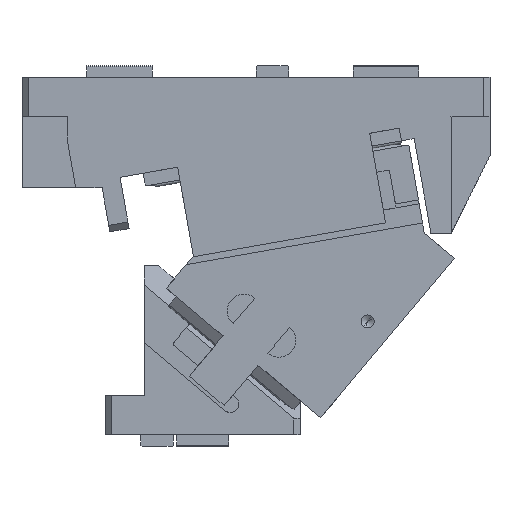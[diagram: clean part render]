
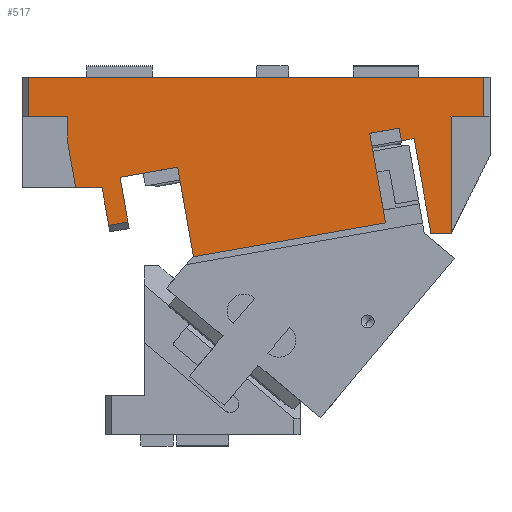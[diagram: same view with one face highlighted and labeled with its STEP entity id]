
A CAD part, front view. The second image highlights one B-rep face of the part: STEP entity #517.
In plain terms, the highlighted planar face has unit normal (0, -1, 0).
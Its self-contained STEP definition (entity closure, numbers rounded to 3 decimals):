
#313=CARTESIAN_POINT('Vertex',(330.,-55.,-120.)) ;
#316=CARTESIAN_POINT('Line Origine',(322.273,-55.,-120.)) ;
#320=CARTESIAN_POINT('Vertex',(314.545,-55.,-120.)) ;
#351=CARTESIAN_POINT('Axis2P3D Location',(0.,-55.,0.)) ;
#356=CARTESIAN_POINT('Line Origine',(273.551,-55.,-77.551)) ;
#360=CARTESIAN_POINT('Vertex',(267.474,-55.,-43.083)) ;
#362=CARTESIAN_POINT('Vertex',(279.629,-55.,-112.019)) ;
#365=CARTESIAN_POINT('Line Origine',(278.799,-55.,-41.086)) ;
#369=CARTESIAN_POINT('Vertex',(290.124,-55.,-39.089)) ;
#372=CARTESIAN_POINT('Line Origine',(290.992,-55.,-44.013)) ;
#376=CARTESIAN_POINT('Vertex',(291.861,-55.,-48.937)) ;
#379=CARTESIAN_POINT('Line Origine',(296.785,-55.,-48.069)) ;
#383=CARTESIAN_POINT('Vertex',(301.709,-55.,-47.201)) ;
#386=CARTESIAN_POINT('Line Origine',(308.127,-55.,-83.6)) ;
#391=CARTESIAN_POINT('Line Origine',(330.,-55.,-75.)) ;
#395=CARTESIAN_POINT('Vertex',(330.,-55.,-30.)) ;
#398=CARTESIAN_POINT('Line Origine',(342.5,-55.,-30.)) ;
#402=CARTESIAN_POINT('Vertex',(355.,-55.,-30.)) ;
#405=CARTESIAN_POINT('Line Origine',(355.,-55.,-15.)) ;
#409=CARTESIAN_POINT('Vertex',(355.,-55.,0.)) ;
#412=CARTESIAN_POINT('Line Origine',(180.,-55.,0.)) ;
#416=CARTESIAN_POINT('Vertex',(5.,-55.,0.)) ;
#419=CARTESIAN_POINT('Line Origine',(5.,-55.,-15.)) ;
#423=CARTESIAN_POINT('Vertex',(5.,-55.,-30.)) ;
#426=CARTESIAN_POINT('Line Origine',(20.,-55.,-30.)) ;
#430=CARTESIAN_POINT('Vertex',(35.,-55.,-30.)) ;
#433=CARTESIAN_POINT('Line Origine',(35.,-55.,-39.588)) ;
#437=CARTESIAN_POINT('Vertex',(35.,-55.,-49.177)) ;
#440=CARTESIAN_POINT('Line Origine',(38.158,-55.,-67.088)) ;
#444=CARTESIAN_POINT('Vertex',(41.317,-55.,-85.)) ;
#447=CARTESIAN_POINT('Line Origine',(51.471,-55.,-85.)) ;
#451=CARTESIAN_POINT('Vertex',(61.625,-55.,-85.)) ;
#454=CARTESIAN_POINT('Line Origine',(64.183,-55.,-99.509)) ;
#458=CARTESIAN_POINT('Vertex',(66.742,-55.,-114.017)) ;
#461=CARTESIAN_POINT('Line Origine',(74.128,-55.,-112.715)) ;
#465=CARTESIAN_POINT('Vertex',(81.514,-55.,-111.413)) ;
#468=CARTESIAN_POINT('Line Origine',(78.475,-55.,-94.178)) ;
#472=CARTESIAN_POINT('Vertex',(75.436,-55.,-76.944)) ;
#475=CARTESIAN_POINT('Line Origine',(97.594,-55.,-73.037)) ;
#479=CARTESIAN_POINT('Vertex',(119.752,-55.,-69.13)) ;
#482=CARTESIAN_POINT('Line Origine',(125.83,-55.,-103.598)) ;
#486=CARTESIAN_POINT('Vertex',(131.908,-55.,-138.067)) ;
#489=CARTESIAN_POINT('Line Origine',(205.768,-55.,-125.043)) ;
#317=DIRECTION('Vector Direction',(1.,0.,0.)) ;
#352=DIRECTION('Axis2P3D Direction',(0.,-1.,0.)) ;
#353=DIRECTION('Axis2P3D XDirection',(0.,0.,-1.)) ;
#357=DIRECTION('Vector Direction',(0.174,0.,-0.985)) ;
#366=DIRECTION('Vector Direction',(0.985,0.,0.174)) ;
#373=DIRECTION('Vector Direction',(0.174,0.,-0.985)) ;
#380=DIRECTION('Vector Direction',(0.985,0.,0.174)) ;
#387=DIRECTION('Vector Direction',(0.174,0.,-0.985)) ;
#392=DIRECTION('Vector Direction',(0.,0.,-1.)) ;
#399=DIRECTION('Vector Direction',(-1.,0.,0.)) ;
#406=DIRECTION('Vector Direction',(0.,0.,-1.)) ;
#413=DIRECTION('Vector Direction',(1.,0.,0.)) ;
#420=DIRECTION('Vector Direction',(0.,0.,-1.)) ;
#427=DIRECTION('Vector Direction',(1.,0.,0.)) ;
#434=DIRECTION('Vector Direction',(0.,0.,-1.)) ;
#441=DIRECTION('Vector Direction',(-0.174,0.,0.985)) ;
#448=DIRECTION('Vector Direction',(1.,0.,0.)) ;
#455=DIRECTION('Vector Direction',(-0.174,0.,0.985)) ;
#462=DIRECTION('Vector Direction',(0.985,0.,0.174)) ;
#469=DIRECTION('Vector Direction',(-0.174,0.,0.985)) ;
#476=DIRECTION('Vector Direction',(0.985,0.,0.174)) ;
#483=DIRECTION('Vector Direction',(-0.174,0.,0.985)) ;
#490=DIRECTION('Vector Direction',(-0.985,0.,-0.174)) ;
#354=AXIS2_PLACEMENT_3D('Plane Axis2P3D',#351,#352,#353) ;
#495=ORIENTED_EDGE('',*,*,#364,.F.) ;
#496=ORIENTED_EDGE('',*,*,#371,.T.) ;
#497=ORIENTED_EDGE('',*,*,#378,.T.) ;
#498=ORIENTED_EDGE('',*,*,#385,.T.) ;
#499=ORIENTED_EDGE('',*,*,#390,.T.) ;
#500=ORIENTED_EDGE('',*,*,#322,.T.) ;
#501=ORIENTED_EDGE('',*,*,#397,.F.) ;
#502=ORIENTED_EDGE('',*,*,#404,.F.) ;
#503=ORIENTED_EDGE('',*,*,#411,.F.) ;
#504=ORIENTED_EDGE('',*,*,#418,.F.) ;
#505=ORIENTED_EDGE('',*,*,#425,.T.) ;
#506=ORIENTED_EDGE('',*,*,#432,.T.) ;
#507=ORIENTED_EDGE('',*,*,#439,.T.) ;
#508=ORIENTED_EDGE('',*,*,#446,.F.) ;
#509=ORIENTED_EDGE('',*,*,#453,.T.) ;
#510=ORIENTED_EDGE('',*,*,#460,.F.) ;
#511=ORIENTED_EDGE('',*,*,#467,.T.) ;
#512=ORIENTED_EDGE('',*,*,#474,.T.) ;
#513=ORIENTED_EDGE('',*,*,#481,.T.) ;
#514=ORIENTED_EDGE('',*,*,#488,.F.) ;
#515=ORIENTED_EDGE('',*,*,#493,.F.) ;
#318=VECTOR('Line Direction',#317,1.) ;
#358=VECTOR('Line Direction',#357,1.) ;
#367=VECTOR('Line Direction',#366,1.) ;
#374=VECTOR('Line Direction',#373,1.) ;
#381=VECTOR('Line Direction',#380,1.) ;
#388=VECTOR('Line Direction',#387,1.) ;
#393=VECTOR('Line Direction',#392,1.) ;
#400=VECTOR('Line Direction',#399,1.) ;
#407=VECTOR('Line Direction',#406,1.) ;
#414=VECTOR('Line Direction',#413,1.) ;
#421=VECTOR('Line Direction',#420,1.) ;
#428=VECTOR('Line Direction',#427,1.) ;
#435=VECTOR('Line Direction',#434,1.) ;
#442=VECTOR('Line Direction',#441,1.) ;
#449=VECTOR('Line Direction',#448,1.) ;
#456=VECTOR('Line Direction',#455,1.) ;
#463=VECTOR('Line Direction',#462,1.) ;
#470=VECTOR('Line Direction',#469,1.) ;
#477=VECTOR('Line Direction',#476,1.) ;
#484=VECTOR('Line Direction',#483,1.) ;
#491=VECTOR('Line Direction',#490,1.) ;
#517=ADVANCED_FACE('CAM HOLDER',(#516),#355,.T.) ;
#322=EDGE_CURVE('',#321,#314,#319,.T.) ;
#364=EDGE_CURVE('',#361,#363,#359,.T.) ;
#371=EDGE_CURVE('',#361,#370,#368,.T.) ;
#378=EDGE_CURVE('',#370,#377,#375,.T.) ;
#385=EDGE_CURVE('',#377,#384,#382,.T.) ;
#390=EDGE_CURVE('',#384,#321,#389,.T.) ;
#397=EDGE_CURVE('',#396,#314,#394,.T.) ;
#404=EDGE_CURVE('',#403,#396,#401,.T.) ;
#411=EDGE_CURVE('',#410,#403,#408,.T.) ;
#418=EDGE_CURVE('',#417,#410,#415,.T.) ;
#425=EDGE_CURVE('',#417,#424,#422,.T.) ;
#432=EDGE_CURVE('',#424,#431,#429,.T.) ;
#439=EDGE_CURVE('',#431,#438,#436,.T.) ;
#446=EDGE_CURVE('',#445,#438,#443,.T.) ;
#453=EDGE_CURVE('',#445,#452,#450,.T.) ;
#460=EDGE_CURVE('',#459,#452,#457,.T.) ;
#467=EDGE_CURVE('',#459,#466,#464,.T.) ;
#474=EDGE_CURVE('',#466,#473,#471,.T.) ;
#481=EDGE_CURVE('',#473,#480,#478,.T.) ;
#488=EDGE_CURVE('',#487,#480,#485,.T.) ;
#493=EDGE_CURVE('',#363,#487,#492,.T.) ;
#494=EDGE_LOOP('',(#495,#496,#497,#498,#499,#500,#501,#502,#503,#504,#505,#506,#507,#508,#509,#510,#511,#512,#513,#514,#515)) ;
#516=FACE_OUTER_BOUND('',#494,.T.) ;
#319=LINE('Line',#316,#318) ;
#359=LINE('Line',#356,#358) ;
#368=LINE('Line',#365,#367) ;
#375=LINE('Line',#372,#374) ;
#382=LINE('Line',#379,#381) ;
#389=LINE('Line',#386,#388) ;
#394=LINE('Line',#391,#393) ;
#401=LINE('Line',#398,#400) ;
#408=LINE('Line',#405,#407) ;
#415=LINE('Line',#412,#414) ;
#422=LINE('Line',#419,#421) ;
#429=LINE('Line',#426,#428) ;
#436=LINE('Line',#433,#435) ;
#443=LINE('Line',#440,#442) ;
#450=LINE('Line',#447,#449) ;
#457=LINE('Line',#454,#456) ;
#464=LINE('Line',#461,#463) ;
#471=LINE('Line',#468,#470) ;
#478=LINE('Line',#475,#477) ;
#485=LINE('Line',#482,#484) ;
#492=LINE('Line',#489,#491) ;
#355=PLANE('Plane',#354) ;
#314=VERTEX_POINT('',#313) ;
#321=VERTEX_POINT('',#320) ;
#361=VERTEX_POINT('',#360) ;
#363=VERTEX_POINT('',#362) ;
#370=VERTEX_POINT('',#369) ;
#377=VERTEX_POINT('',#376) ;
#384=VERTEX_POINT('',#383) ;
#396=VERTEX_POINT('',#395) ;
#403=VERTEX_POINT('',#402) ;
#410=VERTEX_POINT('',#409) ;
#417=VERTEX_POINT('',#416) ;
#424=VERTEX_POINT('',#423) ;
#431=VERTEX_POINT('',#430) ;
#438=VERTEX_POINT('',#437) ;
#445=VERTEX_POINT('',#444) ;
#452=VERTEX_POINT('',#451) ;
#459=VERTEX_POINT('',#458) ;
#466=VERTEX_POINT('',#465) ;
#473=VERTEX_POINT('',#472) ;
#480=VERTEX_POINT('',#479) ;
#487=VERTEX_POINT('',#486) ;
